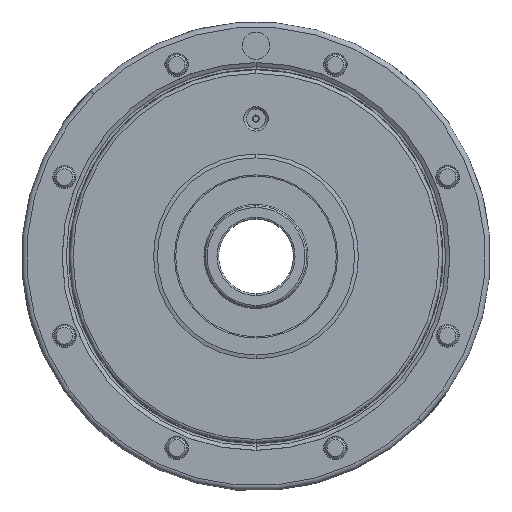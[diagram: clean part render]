
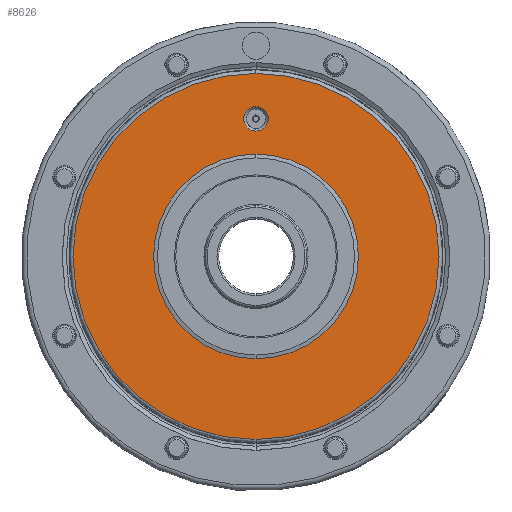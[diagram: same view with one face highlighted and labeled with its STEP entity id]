
A CAD part, front view. The second image highlights one B-rep face of the part: STEP entity #8626.
In plain terms, the highlighted planar face has unit normal (0, -1, 0).
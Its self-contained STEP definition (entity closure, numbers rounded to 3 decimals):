
#94 = DIRECTION ( 'NONE',  ( 0., 0., -1. ) ) ;
#2595 = VERTEX_POINT ( 'NONE', #9869 ) ;
#3004 = PLANE ( 'NONE',  #38584 ) ;
#4052 = VERTEX_POINT ( 'NONE', #18435 ) ;
#4217 = VERTEX_POINT ( 'NONE', #42111 ) ;
#6813 = CARTESIAN_POINT ( 'NONE',  ( -122.386, -5.397, 20.007 ) ) ;
#8286 = CARTESIAN_POINT ( 'NONE',  ( -122.386, -5.397, 60.507 ) ) ;
#8626 = ADVANCED_FACE ( 'NONE', ( #39950, #8669, #14612 ), #3004, .F. ) ;
#8669 = FACE_OUTER_BOUND ( 'NONE', #30563, .T. ) ;
#9869 = CARTESIAN_POINT ( 'NONE',  ( -122.386, -5.397, 73.857 ) ) ;
#11221 = AXIS2_PLACEMENT_3D ( 'NONE', #52922, #40087, #40261 ) ;
#11381 = DIRECTION ( 'NONE',  ( 0., 1., 0. ) ) ;
#13431 = EDGE_CURVE ( 'NONE', #2595, #20142, #53723, .T. ) ;
#13907 = EDGE_CURVE ( 'NONE', #4052, #4217, #20374, .T. ) ;
#14612 = FACE_BOUND ( 'NONE', #39106, .T. ) ;
#14691 = ORIENTED_EDGE ( 'NONE', *, *, #43643, .T. ) ;
#14727 = CIRCLE ( 'NONE', #11221, 30.12 ) ;
#15006 = CARTESIAN_POINT ( 'NONE',  ( -122.386, -5.397, 50.127 ) ) ;
#15136 = DIRECTION ( 'NONE',  ( 0., 0., 1. ) ) ;
#16205 = AXIS2_PLACEMENT_3D ( 'NONE', #23682, #53493, #31917 ) ;
#18435 = CARTESIAN_POINT ( 'NONE',  ( -122.386, -5.397, 64.107 ) ) ;
#18588 = DIRECTION ( 'NONE',  ( 0., 0., 1. ) ) ;
#19297 = ORIENTED_EDGE ( 'NONE', *, *, #13907, .F. ) ;
#20142 = VERTEX_POINT ( 'NONE', #43274 ) ;
#20330 = AXIS2_PLACEMENT_3D ( 'NONE', #50311, #29506, #24999 ) ;
#20374 = CIRCLE ( 'NONE', #38847, 3.6 ) ;
#20525 = EDGE_CURVE ( 'NONE', #37089, #30735, #52009, .T. ) ;
#22112 = EDGE_LOOP ( 'NONE', ( #45030, #19297 ) ) ;
#22583 = CIRCLE ( 'NONE', #20330, 53.85 ) ;
#23682 = CARTESIAN_POINT ( 'NONE',  ( -122.386, -5.397, 20.007 ) ) ;
#24999 = DIRECTION ( 'NONE',  ( 0., 0., 1. ) ) ;
#29506 = DIRECTION ( 'NONE',  ( 0., -1., 0. ) ) ;
#30563 = EDGE_LOOP ( 'NONE', ( #40257, #14691 ) ) ;
#30735 = VERTEX_POINT ( 'NONE', #43286 ) ;
#31917 = DIRECTION ( 'NONE',  ( 0., 0., -1. ) ) ;
#32344 = CARTESIAN_POINT ( 'NONE',  ( -122.386, -5.397, 60.507 ) ) ;
#35582 = CARTESIAN_POINT ( 'NONE',  ( -92.266, -5.397, 20.007 ) ) ;
#37089 = VERTEX_POINT ( 'NONE', #15006 ) ;
#38061 = ORIENTED_EDGE ( 'NONE', *, *, #20525, .F. ) ;
#38584 = AXIS2_PLACEMENT_3D ( 'NONE', #35582, #11381, #18588 ) ;
#38847 = AXIS2_PLACEMENT_3D ( 'NONE', #8286, #51589, #94 ) ;
#39106 = EDGE_LOOP ( 'NONE', ( #38061, #52612 ) ) ;
#39950 = FACE_BOUND ( 'NONE', #22112, .T. ) ;
#40087 = DIRECTION ( 'NONE',  ( 0., -1., 0. ) ) ;
#40257 = ORIENTED_EDGE ( 'NONE', *, *, #13431, .T. ) ;
#40261 = DIRECTION ( 'NONE',  ( 0., 0., -1. ) ) ;
#42111 = CARTESIAN_POINT ( 'NONE',  ( -122.386, -5.397, 56.907 ) ) ;
#43274 = CARTESIAN_POINT ( 'NONE',  ( -122.386, -5.397, -33.843 ) ) ;
#43286 = CARTESIAN_POINT ( 'NONE',  ( -122.386, -5.397, -10.113 ) ) ;
#43480 = AXIS2_PLACEMENT_3D ( 'NONE', #6813, #54052, #15136 ) ;
#43643 = EDGE_CURVE ( 'NONE', #20142, #2595, #22583, .T. ) ;
#44610 = DIRECTION ( 'NONE',  ( 0., -1., 0. ) ) ;
#45030 = ORIENTED_EDGE ( 'NONE', *, *, #53571, .F. ) ;
#48527 = CIRCLE ( 'NONE', #50496, 3.6 ) ;
#50311 = CARTESIAN_POINT ( 'NONE',  ( -122.386, -5.397, 20.007 ) ) ;
#50496 = AXIS2_PLACEMENT_3D ( 'NONE', #32344, #44610, #53922 ) ;
#50607 = EDGE_CURVE ( 'NONE', #30735, #37089, #14727, .T. ) ;
#51589 = DIRECTION ( 'NONE',  ( 0., -1., 0. ) ) ;
#52009 = CIRCLE ( 'NONE', #16205, 30.12 ) ;
#52612 = ORIENTED_EDGE ( 'NONE', *, *, #50607, .F. ) ;
#52922 = CARTESIAN_POINT ( 'NONE',  ( -122.386, -5.397, 20.007 ) ) ;
#53493 = DIRECTION ( 'NONE',  ( 0., -1., 0. ) ) ;
#53571 = EDGE_CURVE ( 'NONE', #4217, #4052, #48527, .T. ) ;
#53723 = CIRCLE ( 'NONE', #43480, 53.85 ) ;
#53922 = DIRECTION ( 'NONE',  ( 0., 0., -1. ) ) ;
#54052 = DIRECTION ( 'NONE',  ( 0., -1., 0. ) ) ;
